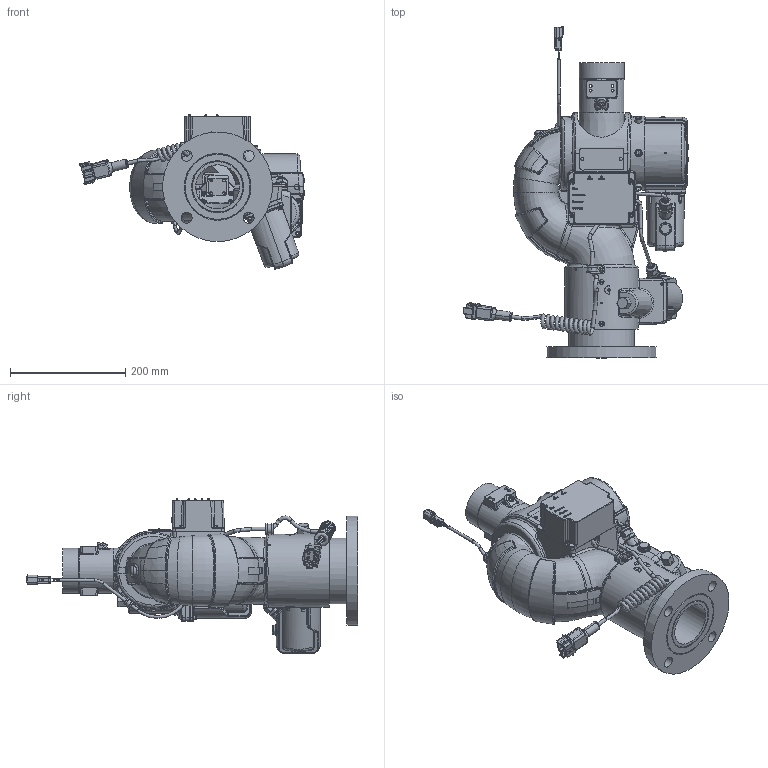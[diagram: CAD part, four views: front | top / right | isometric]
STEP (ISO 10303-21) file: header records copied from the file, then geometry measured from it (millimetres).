
FILE_DESCRIPTION (( 'STEP AP203' ), '1' );
FILE_NAME ('7200SDX2.STEP', '2019-12-02T15:44:07', ( '' ), ( '' ), 'SwSTEP 2.0', 'SolidWorks 2019', '' );
FILE_SCHEMA (( 'CONFIG_CONTROL_DESIGN' ));
Length unit declared in the file: inch
Products named in the file (1): 7200SDX2
Bounding box: 392.23 x 576.2 x 268.34 mm (x, y, z)
Surface area: 604004 mm2 (no closed solid volume)
Topology: 0 solids, 140 shells, 2031 faces, 7946 edges, 5804 vertices
Faces by surface type: plane 698, bspline 670, cylinder 499, cone 103, torus 45, sphere 16
Full cylindrical faces by diameter (mm): 1.575 x4, 1.984 x1, 2.769 x1, 2.778 x1, 2.997 x6, 3.797 x4, 4.039 x9, 4.826 x1, 5 x4, 5.08 x5, 5.105 x4, 6.35 x3, 6.731 x1, 6.858 x8, 7.62 x4, 7.874 x1, 7.925 x2, 7.937 x5, 7.938 x9, 8.433 x2, 8.89 x2, 9.169 x1, 9.525 x2, 11.379 x1, 11.908 x5, 12.7 x5, 14.287 x1, 14.288 x1, 15.037 x2, 15.991 x2
Entity records: 141064 total; most frequent: CARTESIAN_POINT 83791, ORIENTED_EDGE 11515, DIRECTION 9689, EDGE_CURVE 7610, VERTEX_POINT 5718, VECTOR 3557, LINE 3557, AXIS2_PLACEMENT_3D 3066
